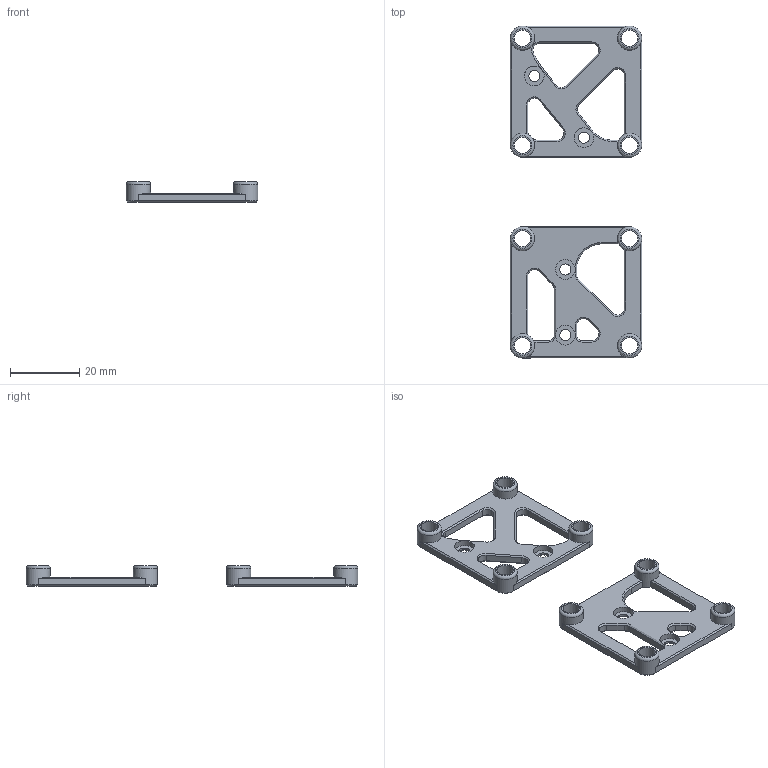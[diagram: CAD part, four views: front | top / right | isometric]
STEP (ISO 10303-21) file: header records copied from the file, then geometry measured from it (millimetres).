
FILE_DESCRIPTION(/* description */ (''),/* implementation_level */ '2;1');
FILE_NAME(/* name */ 'lgx_lite_side_can_mount.step',/* time_stamp */ '2022-05-28T17:07:53+01:00',/* author */ (''),/* organization */ (''),/* preprocessor_version */ 'ST-DEVELOPER v19',/* originating_system */ 'Autodesk Translation Framework v11.7.0.108',/* authorisation */ '');
FILE_SCHEMA (('AUTOMOTIVE_DESIGN { 1 0 10303 214 3 1 1 }'));
Length unit declared in the file: millimetre
Products named in the file (3): Side Mount CAN Adapters; LGX Lite Side Mount; Afterburner PCB Mount
Assembly tree (2 placements, depth 2):
  Side Mount CAN Adapters
    LGX Lite Side Mount
    Afterburner PCB Mount
Bounding box: 38 x 96 x 6 mm (x, y, z)
Volume: 5384.1 mm3; surface area: 6388.1 mm2
Topology: 2 solids, 2 shells, 219 faces, 527 edges, 307 vertices
Faces by surface type: plane 103, cone 64, cylinder 44, torus 8
Full cylindrical faces by diameter (mm): 3.2 x4, 4.7 x8, 5.7 x4, 7 x8
Entity records: 6440 total; most frequent: DIRECTION 1181, CARTESIAN_POINT 1086, ORIENTED_EDGE 1054, EDGE_CURVE 527, AXIS2_PLACEMENT_3D 438, VERTEX_POINT 307, LINE 305, VECTOR 305
